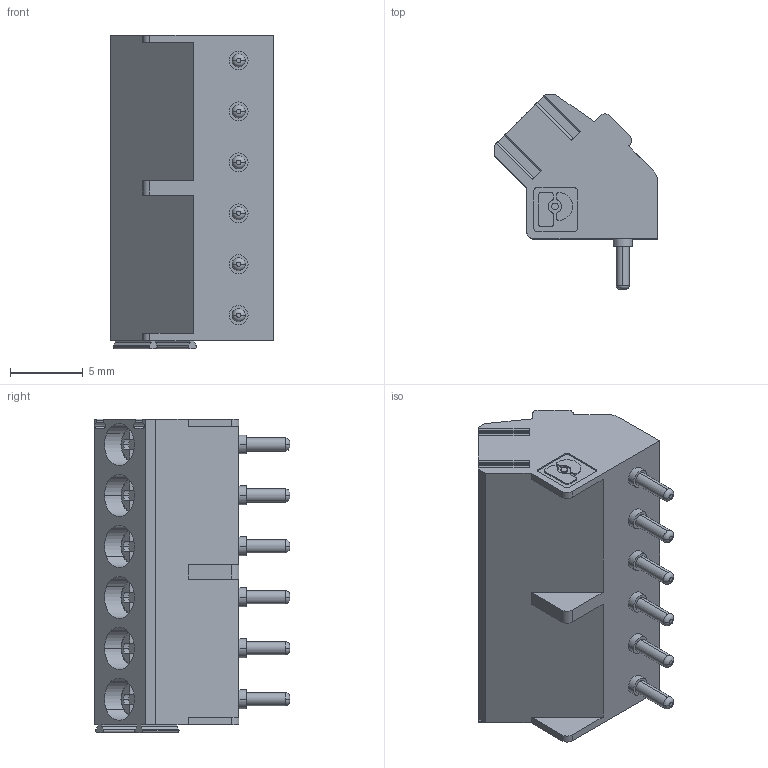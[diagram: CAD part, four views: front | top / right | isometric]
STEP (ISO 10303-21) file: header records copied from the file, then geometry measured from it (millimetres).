
FILE_DESCRIPTION(('SolidDesigner STEP Export'),'2;1');
FILE_NAME('pta_1.5_6_3.5.stp','2006-11-29T 7:54:23',(''),(''),'OneSpace Designer STEP processor for AP214 (Solid Model)','OneSpace Designer 13.01 05-Feb-2005 (C) CoCreate Software GmbH','');
FILE_SCHEMA(('AUTOMOTIVE_DESIGN { 1 0 10303 214 1 1 1 1 }'));
Length unit declared in the file: millimetre
Products named in the file (2): pta_1.5_6_3.5
Assembly tree (1 placements, depth 2):
  pta_1.5_6_3.5
    pta_1.5_6_3.5
Bounding box: 11.21 x 13.42 x 21.57 mm (x, y, z)
Volume: 1292 mm3; surface area: 1572 mm2
Topology: 1 solids, 1 shells, 524 faces, 1392 edges, 910 vertices
Faces by surface type: plane 292, cylinder 172, cone 36, torus 24
Entity records: 20365 total; most frequent: CARTESIAN_POINT 3551, ORIENTED_EDGE 2784, DIRECTION 2447, EDGE_CURVE 1392, VERTEX_POINT 910, VECTOR 867, LINE 867, AXIS2_PLACEMENT_3D 790
